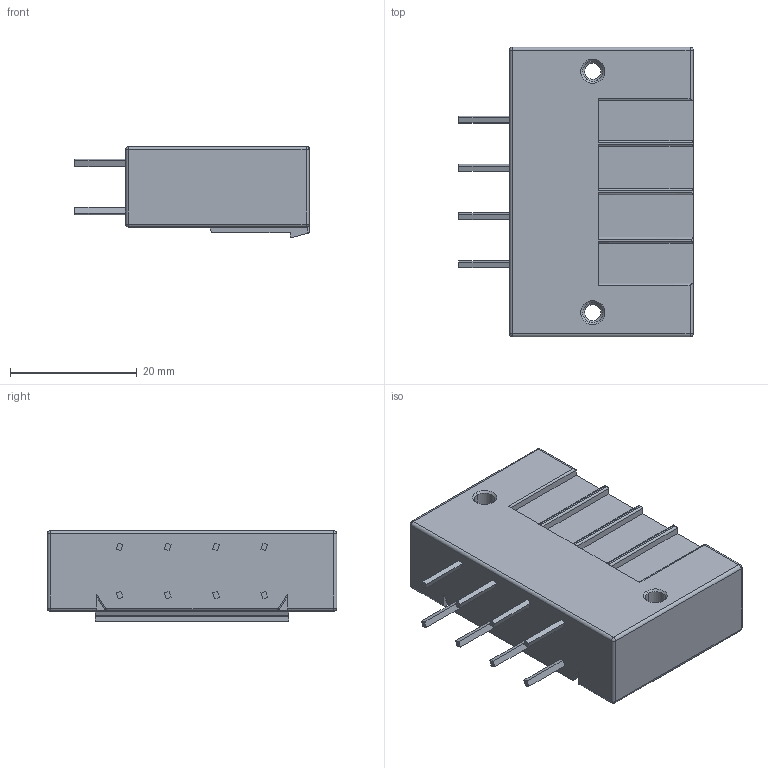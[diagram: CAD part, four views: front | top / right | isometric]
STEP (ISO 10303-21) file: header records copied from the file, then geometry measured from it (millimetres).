
FILE_DESCRIPTION((''),'2;1');
FILE_NAME('TLPHW-516-','2024-09-11T15:02:27',('sheji'),(''),'CREO PARAMETRIC BY PTC INC, 2018100','CREO PARAMETRIC BY PTC INC, 2018100','');
FILE_SCHEMA(('CONFIG_CONTROL_DESIGN'));
Length unit declared in the file: millimetre
Products named in the file (1): TLPHW-516-
Bounding box: 37 x 45.72 x 14.29 mm (x, y, z)
Volume: 12474.3 mm3; surface area: 7940.7 mm2
Topology: 1 solids, 1 shells, 402 faces, 1076 edges, 700 vertices
Faces by surface type: plane 273, cylinder 99, cone 20, sphere 8, torus 2
Entity records: 12523 total; most frequent: CARTESIAN_POINT 2289, ORIENTED_EDGE 2152, DIRECTION 2064, EDGE_CURVE 1076, VECTOR 848, LINE 848, VERTEX_POINT 700, AXIS2_PLACEMENT_3D 608
